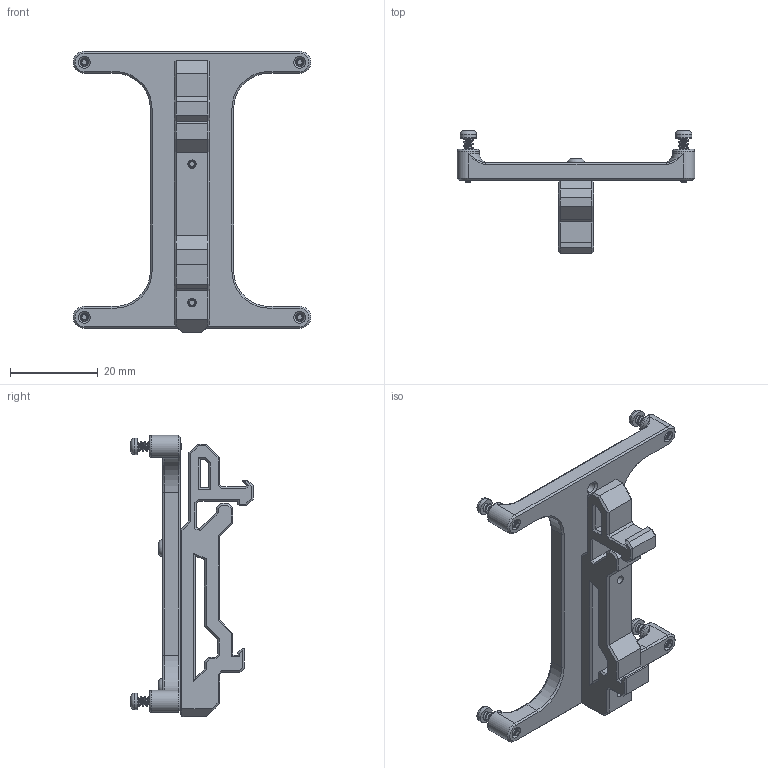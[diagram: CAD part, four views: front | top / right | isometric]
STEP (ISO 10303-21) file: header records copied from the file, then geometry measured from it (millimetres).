
FILE_DESCRIPTION(/* description */ (''),/* implementation_level */ '2;1');
FILE_NAME(/* name */ 'RPi-Pico_Din_Mount.step',/* time_stamp */ '2022-12-12T08:08:02-06:00',/* author */ (''),/* organization */ (''),/* preprocessor_version */ 'ST-DEVELOPER v19.2',/* originating_system */ 'Autodesk Translation Framework v11.17.0.187',/* authorisation */ '');
FILE_SCHEMA (('AUTOMOTIVE_DESIGN { 1 0 10303 214 3 1 1 }'));
Length unit declared in the file: millimetre
Products named in the file (8): VORON_v0.2 Most Recent; Electronics; V0_DinRail_v1; RPi-Pico_Din_Mount; PCB DIN Clip; Raspberry_SKRPico_Mount; RPi-Pico_hardware; M2x10 self tapping screw for plastic
Assembly tree (12 placements, depth 6):
  VORON_v0.2 Most Recent
    Electronics
      V0_DinRail_v1
        RPi-Pico_Din_Mount
          PCB DIN Clip
          Raspberry_SKRPico_Mount
          RPi-Pico_hardware
            M2x10 self tapping screw for plastic  x6
Bounding box: 54 x 27.83 x 63.98 mm (x, y, z)
Volume: 10309.8 mm3; surface area: 8570.2 mm2
Topology: 8 solids, 8 shells, 727 faces, 1905 edges, 1210 vertices
Faces by surface type: cylinder 259, plane 258, bspline 154, cone 38, torus 18
Full cylindrical faces by diameter (mm): 1.28 x66, 1.9 x6, 2.2 x54, 2.4 x8, 3.75 x6, 4 x8, 5 x4
Entity records: 15022 total; most frequent: CARTESIAN_POINT 5815, ORIENTED_EDGE 1904, DIRECTION 1779, EDGE_CURVE 952, LINE 649, VECTOR 649, VERTEX_POINT 580, AXIS2_PLACEMENT_3D 565
